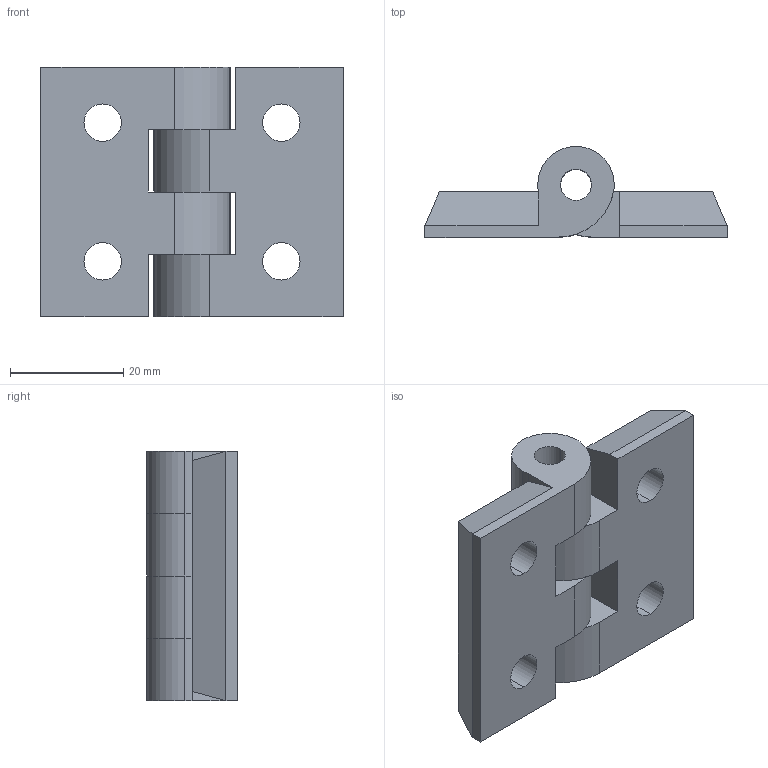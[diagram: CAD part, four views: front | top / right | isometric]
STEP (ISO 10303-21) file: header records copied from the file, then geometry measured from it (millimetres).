
FILE_DESCRIPTION (( 'STEP AP203' ), '1' );
FILE_NAME ('DB30-30.STEP', '2018-03-23T18:48:57', ( 'User2' ), ( '' ), 'SwSTEP 2.0', 'SolidWorks 2007', '' );
FILE_SCHEMA (( 'CONFIG_CONTROL_DESIGN' ));
Length unit declared in the file: millimetre
Products named in the file (2): DB30-30; DB3030
Assembly tree (2 placements, depth 2):
  DB30-30
    DB3030  x2
Bounding box: 53.35 x 16 x 44 mm (x, y, z)
Volume: 17951.3 mm3; surface area: 8911 mm2
Topology: 2 solids, 2 shells, 68 faces, 180 edges, 116 vertices
Faces by surface type: cylinder 32, plane 28, cone 8
Entity records: 1306 total; most frequent: DIRECTION 204, CARTESIAN_POINT 187, ORIENTED_EDGE 180, EDGE_CURVE 90, AXIS2_PLACEMENT_3D 75, VERTEX_POINT 58, VECTOR 54, LINE 54
